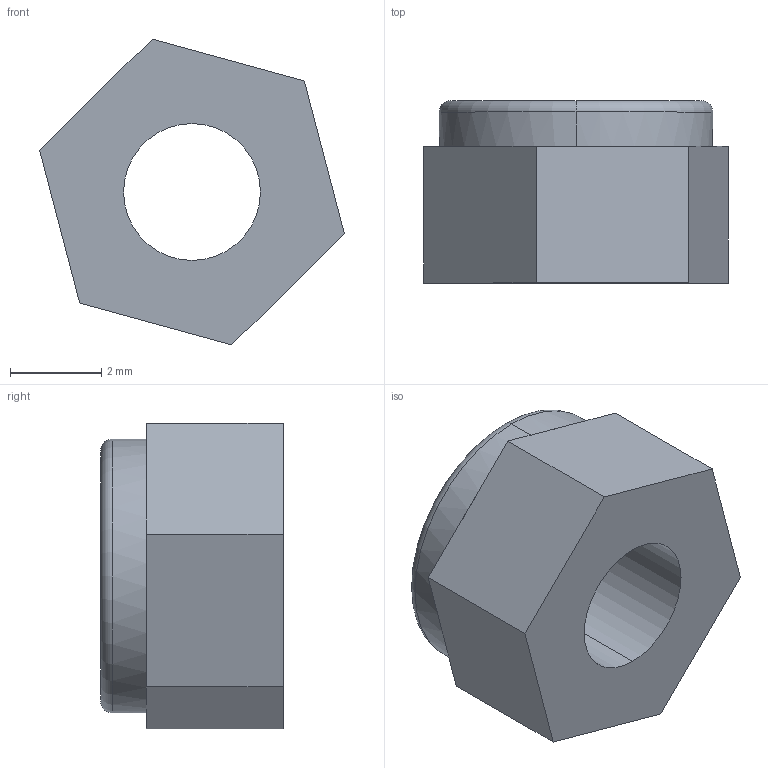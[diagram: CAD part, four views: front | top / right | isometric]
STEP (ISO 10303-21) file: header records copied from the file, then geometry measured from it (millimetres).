
FILE_DESCRIPTION (( 'STEP AP214' ), '1' );
FILE_NAME ('REV-41-1361_m3_nut_locking.STEP', '2017-04-06T00:59:44', ( '' ), ( '' ), 'SwSTEP 2.0', 'SolidWorks 2015', '' );
FILE_SCHEMA (( 'AUTOMOTIVE_DESIGN' ));
Length unit declared in the file: millimetre
Products named in the file (1): REV-41-1361_m3_nut_locking
Bounding box: 6.68 x 4 x 6.7 mm (x, y, z)
Volume: 93.3 mm3; surface area: 165.1 mm2
Topology: 1 solids, 1 shells, 20 faces, 46 edges, 28 vertices
Faces by surface type: plane 14, cylinder 4, torus 2
Entity records: 602 total; most frequent: DIRECTION 106, CARTESIAN_POINT 95, ORIENTED_EDGE 92, EDGE_CURVE 46, AXIS2_PLACEMENT_3D 39, VECTOR 28, VERTEX_POINT 28, LINE 28
